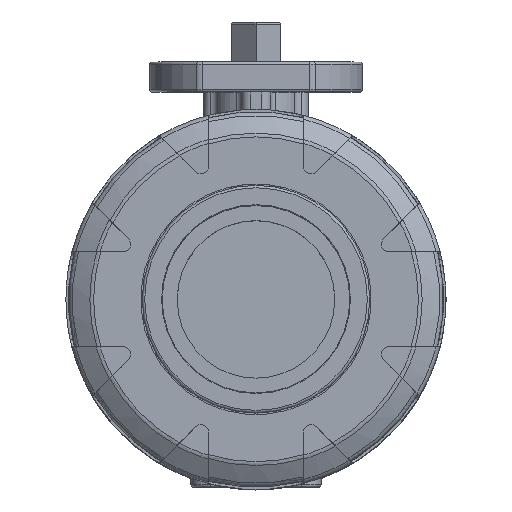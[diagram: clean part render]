
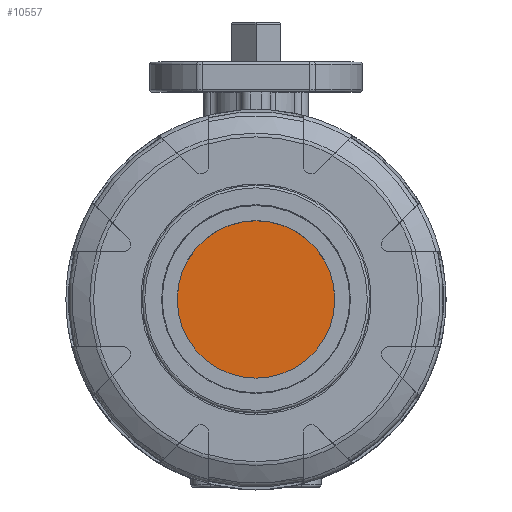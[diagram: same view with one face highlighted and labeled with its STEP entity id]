
A CAD part, top view. The second image highlights one B-rep face of the part: STEP entity #10557.
In plain terms, the highlighted planar face has unit normal (0, 0, 1).
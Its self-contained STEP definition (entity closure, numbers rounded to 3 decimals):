
#688=PLANE('',#11485);
#1070=FACE_OUTER_BOUND('',#1701,.T.);
#1701=EDGE_LOOP('',(#7573));
#3318=CIRCLE('',#10933,31.5);
#3879=VERTEX_POINT('',#14927);
#4853=EDGE_CURVE('',#3879,#3879,#3318,.T.);
#7573=ORIENTED_EDGE('',*,*,#4853,.F.);
#10557=ADVANCED_FACE('',(#1070),#688,.T.);
#10933=AXIS2_PLACEMENT_3D('',#14929,#12060,#12061);
#11485=AXIS2_PLACEMENT_3D('',#16855,#13396,#13397);
#12060=DIRECTION('center_axis',(0.,0.,-1.));
#12061=DIRECTION('ref_axis',(-1.,0.,0.));
#13396=DIRECTION('center_axis',(0.,0.,1.));
#13397=DIRECTION('ref_axis',(-1.,0.,0.));
#14927=CARTESIAN_POINT('',(31.5,0.,30.));
#14929=CARTESIAN_POINT('Origin',(0.,0.,30.));
#16855=CARTESIAN_POINT('Origin',(18.,0.,30.));
